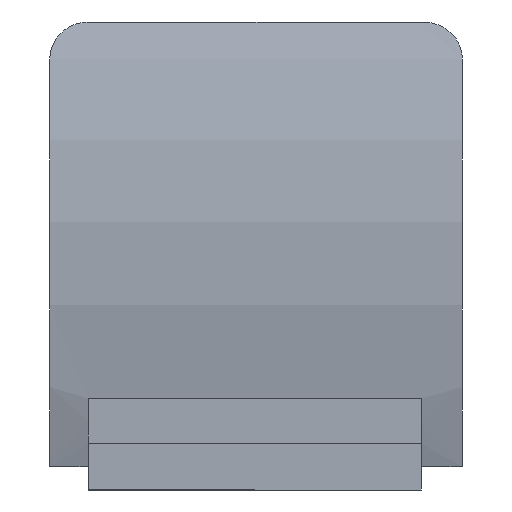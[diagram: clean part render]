
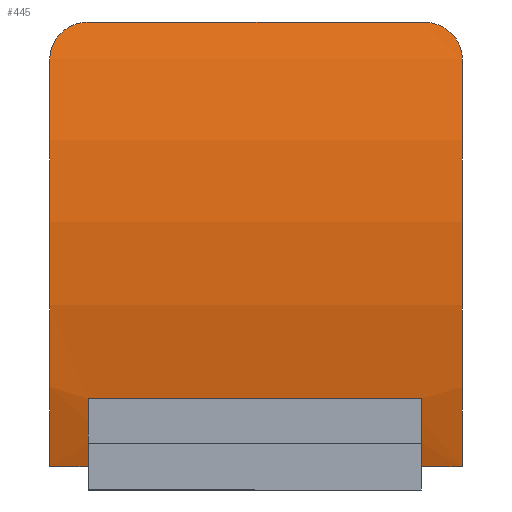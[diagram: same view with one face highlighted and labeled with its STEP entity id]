
A CAD part, left-side view. The second image highlights one B-rep face of the part: STEP entity #445.
In plain terms, the highlighted cylindrical face has radius 27.979 mm (diameter 55.959 mm), a partial arc.
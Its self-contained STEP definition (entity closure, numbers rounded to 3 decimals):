
#43=LINE('',#833,#87);
#44=LINE('',#838,#88);
#45=LINE('',#842,#89);
#46=LINE('',#846,#90);
#87=VECTOR('',#533,10.);
#88=VECTOR('',#538,10.);
#89=VECTOR('',#541,10.);
#90=VECTOR('',#544,10.);
#130=CYLINDRICAL_SURFACE('',#486,27.979);
#137=FACE_OUTER_BOUND('',#163,.T.);
#163=EDGE_LOOP('',(#327,#328,#329,#330,#331,#332,#333,#334,#335,#336));
#189=CIRCLE('',#487,27.979);
#190=CIRCLE('',#488,27.979);
#191=CIRCLE('',#489,27.979);
#192=CIRCLE('',#490,27.979);
#199=B_SPLINE_CURVE_WITH_KNOTS('',3,(#681,#682,#683,#684,#685,#686,#687,
#688,#689,#690),.UNSPECIFIED.,.F.,.F.,(4,2,2,2,4),(0.,0.061,
0.123,0.186,0.247),.UNSPECIFIED.);
#202=B_SPLINE_CURVE_WITH_KNOTS('',3,(#775,#776,#777,#778,#779,#780,#781,
#782,#783,#784,#785,#786),.UNSPECIFIED.,.F.,.F.,(4,2,2,2,2,4),(0.,0.06,
0.12,0.181,0.214,0.247),
 .UNSPECIFIED.);
#207=VERTEX_POINT('',#679);
#208=VERTEX_POINT('',#680);
#213=VERTEX_POINT('',#773);
#214=VERTEX_POINT('',#774);
#215=VERTEX_POINT('',#835);
#216=VERTEX_POINT('',#837);
#217=VERTEX_POINT('',#839);
#218=VERTEX_POINT('',#841);
#219=VERTEX_POINT('',#843);
#220=VERTEX_POINT('',#845);
#247=EDGE_CURVE('',#207,#208,#199,.T.);
#254=EDGE_CURVE('',#213,#214,#202,.T.);
#257=EDGE_CURVE('',#213,#208,#43,.T.);
#258=EDGE_CURVE('',#215,#207,#189,.T.);
#259=EDGE_CURVE('',#216,#215,#44,.T.);
#260=EDGE_CURVE('',#217,#216,#190,.T.);
#261=EDGE_CURVE('',#218,#217,#45,.T.);
#262=EDGE_CURVE('',#219,#218,#191,.T.);
#263=EDGE_CURVE('',#220,#219,#46,.T.);
#264=EDGE_CURVE('',#214,#220,#192,.T.);
#327=ORIENTED_EDGE('',*,*,#254,.F.);
#328=ORIENTED_EDGE('',*,*,#257,.T.);
#329=ORIENTED_EDGE('',*,*,#247,.F.);
#330=ORIENTED_EDGE('',*,*,#258,.F.);
#331=ORIENTED_EDGE('',*,*,#259,.F.);
#332=ORIENTED_EDGE('',*,*,#260,.F.);
#333=ORIENTED_EDGE('',*,*,#261,.F.);
#334=ORIENTED_EDGE('',*,*,#262,.F.);
#335=ORIENTED_EDGE('',*,*,#263,.F.);
#336=ORIENTED_EDGE('',*,*,#264,.F.);
#445=ADVANCED_FACE('',(#137),#130,.T.);
#486=AXIS2_PLACEMENT_3D('',#834,#534,#535);
#487=AXIS2_PLACEMENT_3D('',#836,#536,#537);
#488=AXIS2_PLACEMENT_3D('',#840,#539,#540);
#489=AXIS2_PLACEMENT_3D('',#844,#542,#543);
#490=AXIS2_PLACEMENT_3D('',#847,#545,#546);
#533=DIRECTION('',(0.,1.,0.));
#534=DIRECTION('center_axis',(0.,1.,0.));
#535=DIRECTION('ref_axis',(-0.933,0.,-0.36));
#536=DIRECTION('center_axis',(0.,1.,0.));
#537=DIRECTION('ref_axis',(-0.933,0.,-0.36));
#538=DIRECTION('',(0.,1.,0.));
#539=DIRECTION('center_axis',(0.,-1.,0.));
#540=DIRECTION('ref_axis',(-0.933,0.,-0.36));
#541=DIRECTION('',(0.,1.,0.));
#542=DIRECTION('center_axis',(0.,1.,0.));
#543=DIRECTION('ref_axis',(-0.933,0.,-0.36));
#544=DIRECTION('',(0.,1.,0.));
#545=DIRECTION('center_axis',(0.,-1.,0.));
#546=DIRECTION('ref_axis',(-0.933,0.,-0.36));
#679=CARTESIAN_POINT('',(12.046,15.05,21.55));
#680=CARTESIAN_POINT('',(12.509,13.482,23.05));
#681=CARTESIAN_POINT('Ctrl Pts',(12.046,15.05,21.55));
#682=CARTESIAN_POINT('Ctrl Pts',(12.101,15.05,21.747));
#683=CARTESIAN_POINT('Ctrl Pts',(12.158,15.01,21.942));
#684=CARTESIAN_POINT('Ctrl Pts',(12.267,14.853,22.306));
#685=CARTESIAN_POINT('Ctrl Pts',(12.319,14.737,22.472));
#686=CARTESIAN_POINT('Ctrl Pts',(12.409,14.445,22.751));
#687=CARTESIAN_POINT('Ctrl Pts',(12.446,14.271,22.862));
#688=CARTESIAN_POINT('Ctrl Pts',(12.496,13.89,23.012));
#689=CARTESIAN_POINT('Ctrl Pts',(12.509,13.687,23.05));
#690=CARTESIAN_POINT('Ctrl Pts',(12.509,13.482,23.05));
#773=CARTESIAN_POINT('',(12.509,-0.082,23.05));
#774=CARTESIAN_POINT('',(12.046,-1.65,21.55));
#775=CARTESIAN_POINT('Ctrl Pts',(12.509,-0.082,23.05));
#776=CARTESIAN_POINT('Ctrl Pts',(12.509,-0.281,23.05));
#777=CARTESIAN_POINT('Ctrl Pts',(12.497,-0.478,23.014));
#778=CARTESIAN_POINT('Ctrl Pts',(12.449,-0.85,22.872));
#779=CARTESIAN_POINT('Ctrl Pts',(12.415,-1.021,22.767));
#780=CARTESIAN_POINT('Ctrl Pts',(12.328,-1.313,22.5));
#781=CARTESIAN_POINT('Ctrl Pts',(12.278,-1.431,22.34));
#782=CARTESIAN_POINT('Ctrl Pts',(12.195,-1.559,22.066));
#783=CARTESIAN_POINT('Ctrl Pts',(12.165,-1.593,21.965));
#784=CARTESIAN_POINT('Ctrl Pts',(12.105,-1.639,21.76));
#785=CARTESIAN_POINT('Ctrl Pts',(12.075,-1.65,21.655));
#786=CARTESIAN_POINT('Ctrl Pts',(12.046,-1.65,21.55));
#833=CARTESIAN_POINT('',(12.509,0.,23.05));
#834=CARTESIAN_POINT('Origin',(39.002,0.,14.05));
#835=CARTESIAN_POINT('',(12.509,15.05,5.05));
#836=CARTESIAN_POINT('Origin',(39.002,15.05,14.05));
#837=CARTESIAN_POINT('',(12.509,13.5,5.05));
#838=CARTESIAN_POINT('',(12.509,0.,5.05));
#839=CARTESIAN_POINT('',(11.729,13.5,7.8));
#840=CARTESIAN_POINT('Origin',(39.002,13.5,14.05));
#841=CARTESIAN_POINT('',(11.729,0.,7.8));
#842=CARTESIAN_POINT('',(11.729,0.,7.8));
#843=CARTESIAN_POINT('',(12.509,0.,5.05));
#844=CARTESIAN_POINT('Origin',(39.002,0.,14.05));
#845=CARTESIAN_POINT('',(12.509,-1.65,5.05));
#846=CARTESIAN_POINT('',(12.509,0.,5.05));
#847=CARTESIAN_POINT('Origin',(39.002,-1.65,14.05));
